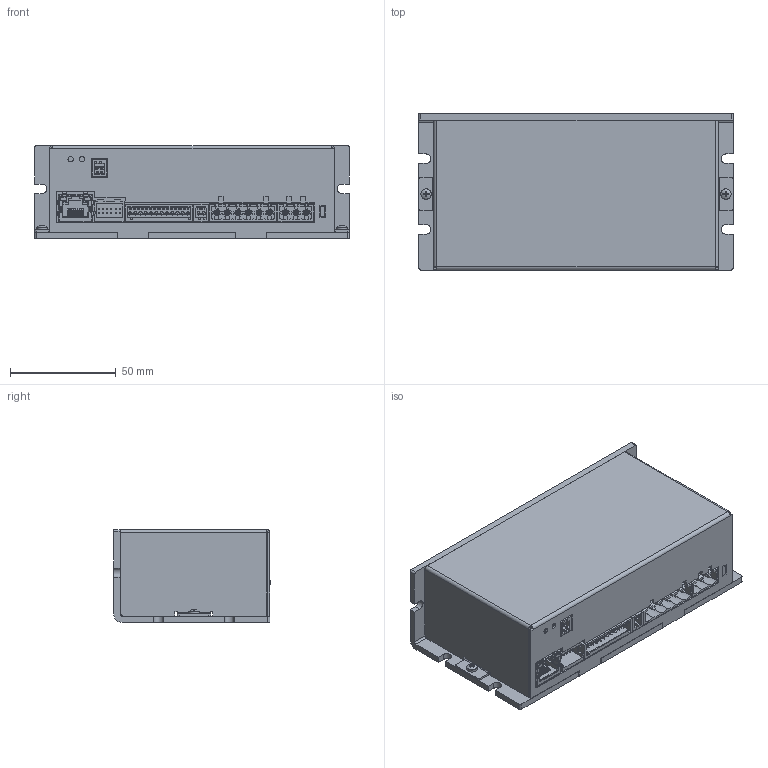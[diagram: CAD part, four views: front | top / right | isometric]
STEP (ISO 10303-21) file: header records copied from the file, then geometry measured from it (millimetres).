
FILE_DESCRIPTION((''),'2;1');
FILE_NAME('N5-EthernetIP.stp','2016-01-27T11:46:24',('Administrator'),(''),'Autodesk Inventor 2013','Autodesk Inventor 2013','');
FILE_SCHEMA(('AUTOMOTIVE_DESIGN { 1 0 10303 214 1 1 1 1 }'));
Length unit declared in the file: millimetre
Products named in the file (1): 零件31
Bounding box: 149 x 74.15 x 44 mm (x, y, z)
Surface area: 89546.5 mm2 (no closed solid volume)
Topology: 0 solids, 21 shells, 2839 faces, 7286 edges, 4627 vertices
Faces by surface type: plane 2137, cylinder 578, bspline 65, cone 33, sphere 16, torus 10
Full cylindrical faces by diameter (mm): 0.457 x3, 0.75 x9, 1.2 x16, 1.6 x13, 2.013 x2, 2.208 x2, 2.5 x4, 2.75 x9, 3.242 x1, 4.2 x5, 5 x2
Entity records: 88538 total; most frequent: CARTESIAN_POINT 16798, ORIENTED_EDGE 14318, DIRECTION 13729, EDGE_CURVE 7159, VECTOR 5755, LINE 5755, VERTEX_POINT 4608, AXIS2_PLACEMENT_3D 3987
